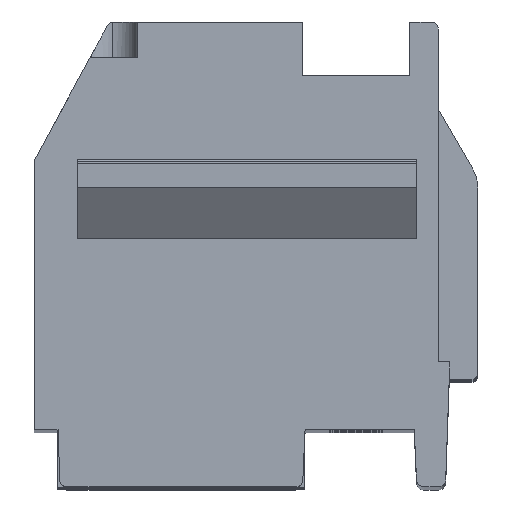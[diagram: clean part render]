
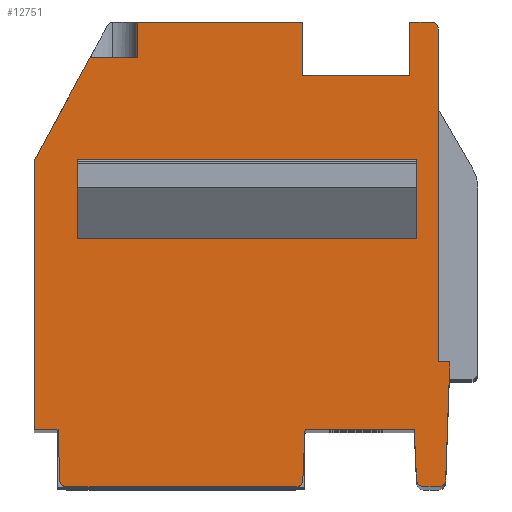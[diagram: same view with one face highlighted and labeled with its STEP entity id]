
A CAD part, top view. The second image highlights one B-rep face of the part: STEP entity #12751.
In plain terms, the highlighted planar face has unit normal (0, 0, 1).
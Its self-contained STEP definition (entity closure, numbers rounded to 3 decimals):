
#34=DIRECTION('',(0.,1.,0.));
#35=VECTOR('',#34,1.55);
#36=CARTESIAN_POINT('',(-5.188,0.15,47.5));
#37=LINE('',#36,#35);
#38=DIRECTION('',(-1.,0.,0.));
#39=VECTOR('',#38,9.5);
#40=CARTESIAN_POINT('',(4.312,0.15,47.5));
#41=LINE('',#40,#39);
#42=DIRECTION('',(0.,1.,0.));
#43=VECTOR('',#42,1.55);
#44=CARTESIAN_POINT('',(4.312,0.15,47.5));
#45=LINE('',#44,#43);
#46=DIRECTION('',(-1.,0.,0.));
#47=VECTOR('',#46,9.5);
#48=CARTESIAN_POINT('',(4.312,1.7,47.5));
#49=LINE('',#48,#47);
#50=DIRECTION('',(0.,-1.,0.));
#51=VECTOR('',#50,7.041);
#52=CARTESIAN_POINT('',(4.912,3.741,47.5));
#53=LINE('',#52,#51);
#54=DIRECTION('',(1.,0.,0.));
#55=VECTOR('',#54,0.32);
#56=CARTESIAN_POINT('',(4.912,-3.3,47.5));
#57=LINE('',#56,#55);
#58=DIRECTION('',(-0.035,-0.999,0.));
#59=VECTOR('',#58,0.502);
#60=CARTESIAN_POINT('',(5.232,-3.3,47.5));
#61=LINE('',#60,#59);
#62=DIRECTION('',(0.035,0.999,0.));
#63=VECTOR('',#62,2.807);
#64=CARTESIAN_POINT('',(5.116,-6.607,47.5));
#65=LINE('',#64,#63);
#66=CARTESIAN_POINT('',(4.916,-6.6,47.5));
#67=DIRECTION('',(0.,0.,-1.));
#68=DIRECTION('',(0.999,-0.035,0.));
#69=AXIS2_PLACEMENT_3D('',#66,#67,#68);
#71=DIRECTION('',(-1.,0.,0.));
#72=VECTOR('',#71,0.416);
#73=CARTESIAN_POINT('',(4.916,-6.8,47.5));
#74=LINE('',#73,#72);
#75=CARTESIAN_POINT('',(4.501,-6.6,47.5));
#76=DIRECTION('',(0.,0.,-1.));
#77=DIRECTION('',(0.,-1.,0.));
#78=AXIS2_PLACEMENT_3D('',#75,#76,#77);
#80=DIRECTION('',(-0.045,0.999,0.));
#81=VECTOR('',#80,1.411);
#82=CARTESIAN_POINT('',(4.301,-6.609,47.5));
#83=LINE('',#82,#81);
#84=DIRECTION('',(-1.,0.,0.));
#85=VECTOR('',#84,3.052);
#86=CARTESIAN_POINT('',(4.237,-5.2,47.5));
#87=LINE('',#86,#85);
#88=DIRECTION('',(0.045,0.999,0.));
#89=VECTOR('',#88,1.411);
#90=CARTESIAN_POINT('',(1.12,-6.609,47.5));
#91=LINE('',#90,#89);
#92=CARTESIAN_POINT('',(0.92,-6.6,47.5));
#93=DIRECTION('',(0.,0.,1.));
#94=DIRECTION('',(0.,-1.,0.));
#95=AXIS2_PLACEMENT_3D('',#92,#93,#94);
#97=DIRECTION('',(1.,0.,0.));
#98=VECTOR('',#97,6.396);
#99=CARTESIAN_POINT('',(-5.475,-6.8,47.5));
#100=LINE('',#99,#98);
#101=CARTESIAN_POINT('',(-5.475,-6.6,47.5));
#102=DIRECTION('',(0.,0.,1.));
#103=DIRECTION('',(-0.999,-0.035,0.));
#104=AXIS2_PLACEMENT_3D('',#101,#102,#103);
#106=DIRECTION('',(0.035,-0.999,0.));
#107=VECTOR('',#106,1.408);
#108=CARTESIAN_POINT('',(-5.724,-5.2,47.5));
#109=LINE('',#108,#107);
#110=DIRECTION('',(1.,0.,0.));
#111=VECTOR('',#110,0.664);
#112=CARTESIAN_POINT('',(-6.388,-5.2,47.5));
#113=LINE('',#112,#111);
#114=DIRECTION('',(0.,1.,0.));
#115=VECTOR('',#114,7.53);
#116=CARTESIAN_POINT('',(-6.388,-5.2,47.5));
#117=LINE('',#116,#115);
#118=DIRECTION('',(-0.477,-0.879,0.));
#119=VECTOR('',#118,3.266);
#120=CARTESIAN_POINT('',(-4.83,5.2,47.5));
#121=LINE('',#120,#119);
#122=DIRECTION('',(1.,0.,0.));
#123=VECTOR('',#122,1.316);
#124=CARTESIAN_POINT('',(-4.83,5.2,47.5));
#125=LINE('',#124,#123);
#126=DIRECTION('',(0.,1.,0.));
#127=VECTOR('',#126,1.);
#128=CARTESIAN_POINT('',(-3.514,5.2,47.5));
#129=LINE('',#128,#127);
#130=DIRECTION('',(-1.,0.,0.));
#131=VECTOR('',#130,4.626);
#132=CARTESIAN_POINT('',(1.112,6.2,47.5));
#133=LINE('',#132,#131);
#134=DIRECTION('',(0.,-1.,0.));
#135=VECTOR('',#134,1.5);
#136=CARTESIAN_POINT('',(1.112,6.2,47.5));
#137=LINE('',#136,#135);
#138=DIRECTION('',(1.,0.,0.));
#139=VECTOR('',#138,3.);
#140=CARTESIAN_POINT('',(1.112,4.7,47.5));
#141=LINE('',#140,#139);
#142=DIRECTION('',(0.,-1.,0.));
#143=VECTOR('',#142,1.5);
#144=CARTESIAN_POINT('',(4.112,6.2,47.5));
#145=LINE('',#144,#143);
#146=DIRECTION('',(-1.,0.,0.));
#147=VECTOR('',#146,0.6);
#148=CARTESIAN_POINT('',(4.712,6.2,47.5));
#149=LINE('',#148,#147);
#150=CARTESIAN_POINT('',(4.712,6.,47.5));
#151=DIRECTION('',(0.,0.,1.));
#152=DIRECTION('',(1.,0.,0.));
#153=AXIS2_PLACEMENT_3D('',#150,#151,#152);
#155=DIRECTION('',(0.,1.,0.));
#156=VECTOR('',#155,2.259);
#157=CARTESIAN_POINT('',(4.912,3.741,47.5));
#158=LINE('',#157,#156);
#9911=CARTESIAN_POINT('',(4.916,-6.8,47.5));
#9912=CARTESIAN_POINT('',(4.501,-6.8,47.5));
#9913=VERTEX_POINT('',#9911);
#9914=VERTEX_POINT('',#9912);
#9915=CARTESIAN_POINT('',(5.116,-6.607,47.5));
#9916=VERTEX_POINT('',#9915);
#9917=CARTESIAN_POINT('',(-6.388,-5.2,47.5));
#9918=CARTESIAN_POINT('',(-6.388,2.33,47.5));
#9919=VERTEX_POINT('',#9917);
#9920=VERTEX_POINT('',#9918);
#9921=CARTESIAN_POINT('',(4.301,-6.609,47.5));
#9922=CARTESIAN_POINT('',(4.237,-5.2,47.5));
#9923=VERTEX_POINT('',#9921);
#9924=VERTEX_POINT('',#9922);
#9958=CARTESIAN_POINT('',(-4.83,5.2,47.5));
#9959=CARTESIAN_POINT('',(-3.514,5.2,47.5));
#9960=VERTEX_POINT('',#9958);
#9961=VERTEX_POINT('',#9959);
#9962=CARTESIAN_POINT('',(-3.514,6.2,47.5));
#9963=VERTEX_POINT('',#9962);
#10009=CARTESIAN_POINT('',(-5.188,0.15,47.5));
#10010=CARTESIAN_POINT('',(-5.188,1.7,47.5));
#10011=VERTEX_POINT('',#10009);
#10012=VERTEX_POINT('',#10010);
#10013=CARTESIAN_POINT('',(4.312,0.15,47.5));
#10014=CARTESIAN_POINT('',(4.312,1.7,47.5));
#10015=VERTEX_POINT('',#10013);
#10016=VERTEX_POINT('',#10014);
#10069=CARTESIAN_POINT('',(4.912,6.,47.5));
#10070=CARTESIAN_POINT('',(4.712,6.2,47.5));
#10071=VERTEX_POINT('',#10069);
#10072=VERTEX_POINT('',#10070);
#10220=CARTESIAN_POINT('',(4.112,6.2,47.5));
#10221=CARTESIAN_POINT('',(4.112,4.7,47.5));
#10222=VERTEX_POINT('',#10220);
#10223=VERTEX_POINT('',#10221);
#10224=CARTESIAN_POINT('',(1.112,6.2,47.5));
#10225=CARTESIAN_POINT('',(1.112,4.7,47.5));
#10226=VERTEX_POINT('',#10224);
#10227=VERTEX_POINT('',#10225);
#10298=CARTESIAN_POINT('',(-5.675,-6.607,47.5));
#10299=CARTESIAN_POINT('',(-5.475,-6.8,47.5));
#10300=VERTEX_POINT('',#10298);
#10301=VERTEX_POINT('',#10299);
#10302=CARTESIAN_POINT('',(0.92,-6.8,47.5));
#10303=VERTEX_POINT('',#10302);
#10304=CARTESIAN_POINT('',(1.12,-6.609,47.5));
#10305=VERTEX_POINT('',#10304);
#10314=CARTESIAN_POINT('',(1.184,-5.2,47.5));
#10316=VERTEX_POINT('',#10314);
#10320=CARTESIAN_POINT('',(-5.724,-5.2,47.5));
#10321=VERTEX_POINT('',#10320);
#12626=CARTESIAN_POINT('',(4.912,3.741,47.5));
#12627=CARTESIAN_POINT('',(4.912,-3.3,47.5));
#12628=VERTEX_POINT('',#12626);
#12629=VERTEX_POINT('',#12627);
#12630=CARTESIAN_POINT('',(5.232,-3.3,47.5));
#12631=VERTEX_POINT('',#12630);
#12632=CARTESIAN_POINT('',(5.214,-3.802,47.5));
#12633=VERTEX_POINT('',#12632);
#12682=CARTESIAN_POINT('',(0.,0.,47.5));
#12683=DIRECTION('',(0.,0.,1.));
#12684=DIRECTION('',(1.,0.,0.));
#12685=AXIS2_PLACEMENT_3D('',#12682,#12683,#12684);
#12686=PLANE('',#12685);
#12688=ORIENTED_EDGE('',*,*,#12687,.T.);
#12690=ORIENTED_EDGE('',*,*,#12689,.T.);
#12692=ORIENTED_EDGE('',*,*,#12691,.T.);
#12694=ORIENTED_EDGE('',*,*,#12693,.F.);
#12696=ORIENTED_EDGE('',*,*,#12695,.T.);
#12698=ORIENTED_EDGE('',*,*,#12697,.T.);
#12700=ORIENTED_EDGE('',*,*,#12699,.T.);
#12702=ORIENTED_EDGE('',*,*,#12701,.T.);
#12704=ORIENTED_EDGE('',*,*,#12703,.T.);
#12706=ORIENTED_EDGE('',*,*,#12705,.F.);
#12708=ORIENTED_EDGE('',*,*,#12707,.F.);
#12710=ORIENTED_EDGE('',*,*,#12709,.F.);
#12712=ORIENTED_EDGE('',*,*,#12711,.F.);
#12714=ORIENTED_EDGE('',*,*,#12713,.F.);
#12716=ORIENTED_EDGE('',*,*,#12715,.F.);
#12718=ORIENTED_EDGE('',*,*,#12717,.T.);
#12720=ORIENTED_EDGE('',*,*,#12719,.F.);
#12722=ORIENTED_EDGE('',*,*,#12721,.T.);
#12724=ORIENTED_EDGE('',*,*,#12723,.T.);
#12726=ORIENTED_EDGE('',*,*,#12725,.F.);
#12728=ORIENTED_EDGE('',*,*,#12727,.T.);
#12730=ORIENTED_EDGE('',*,*,#12729,.T.);
#12732=ORIENTED_EDGE('',*,*,#12731,.F.);
#12734=ORIENTED_EDGE('',*,*,#12733,.F.);
#12736=ORIENTED_EDGE('',*,*,#12735,.F.);
#12738=ORIENTED_EDGE('',*,*,#12737,.F.);
#12739=EDGE_LOOP('',(#12688,#12690,#12692,#12694,#12696,#12698,#12700,#12702,
#12704,#12706,#12708,#12710,#12712,#12714,#12716,#12718,#12720,#12722,#12724,
#12726,#12728,#12730,#12732,#12734,#12736,#12738));
#12740=FACE_OUTER_BOUND('',#12739,.F.);
#12742=ORIENTED_EDGE('',*,*,#12741,.F.);
#12744=ORIENTED_EDGE('',*,*,#12743,.F.);
#12746=ORIENTED_EDGE('',*,*,#12745,.T.);
#12748=ORIENTED_EDGE('',*,*,#12747,.T.);
#12749=EDGE_LOOP('',(#12742,#12744,#12746,#12748));
#12750=FACE_BOUND('',#12749,.F.);
#70=CIRCLE('',#69,0.2);
#79=CIRCLE('',#78,0.2);
#96=CIRCLE('',#95,0.2);
#105=CIRCLE('',#104,0.2);
#154=CIRCLE('',#153,0.2);
#12687=EDGE_CURVE('',#12628,#12629,#53,.T.);
#12689=EDGE_CURVE('',#12629,#12631,#57,.T.);
#12691=EDGE_CURVE('',#12631,#12633,#61,.T.);
#12693=EDGE_CURVE('',#9916,#12633,#65,.T.);
#12695=EDGE_CURVE('',#9916,#9913,#70,.T.);
#12697=EDGE_CURVE('',#9913,#9914,#74,.T.);
#12699=EDGE_CURVE('',#9914,#9923,#79,.T.);
#12701=EDGE_CURVE('',#9923,#9924,#83,.T.);
#12703=EDGE_CURVE('',#9924,#10316,#87,.T.);
#12705=EDGE_CURVE('',#10305,#10316,#91,.T.);
#12707=EDGE_CURVE('',#10303,#10305,#96,.T.);
#12709=EDGE_CURVE('',#10301,#10303,#100,.T.);
#12711=EDGE_CURVE('',#10300,#10301,#105,.T.);
#12713=EDGE_CURVE('',#10321,#10300,#109,.T.);
#12715=EDGE_CURVE('',#9919,#10321,#113,.T.);
#12717=EDGE_CURVE('',#9919,#9920,#117,.T.);
#12719=EDGE_CURVE('',#9960,#9920,#121,.T.);
#12721=EDGE_CURVE('',#9960,#9961,#125,.T.);
#12723=EDGE_CURVE('',#9961,#9963,#129,.T.);
#12725=EDGE_CURVE('',#10226,#9963,#133,.T.);
#12727=EDGE_CURVE('',#10226,#10227,#137,.T.);
#12729=EDGE_CURVE('',#10227,#10223,#141,.T.);
#12731=EDGE_CURVE('',#10222,#10223,#145,.T.);
#12733=EDGE_CURVE('',#10072,#10222,#149,.T.);
#12735=EDGE_CURVE('',#10071,#10072,#154,.T.);
#12737=EDGE_CURVE('',#12628,#10071,#158,.T.);
#12741=EDGE_CURVE('',#10011,#10012,#37,.T.);
#12743=EDGE_CURVE('',#10015,#10011,#41,.T.);
#12745=EDGE_CURVE('',#10015,#10016,#45,.T.);
#12747=EDGE_CURVE('',#10016,#10012,#49,.T.);
#12751=ADVANCED_FACE('',(#12740,#12750),#12686,.T.);
